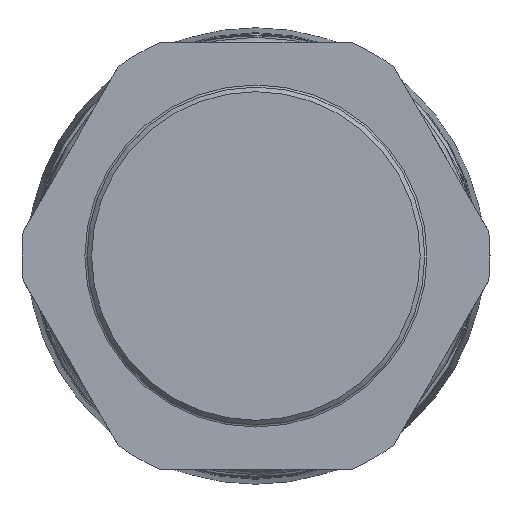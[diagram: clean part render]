
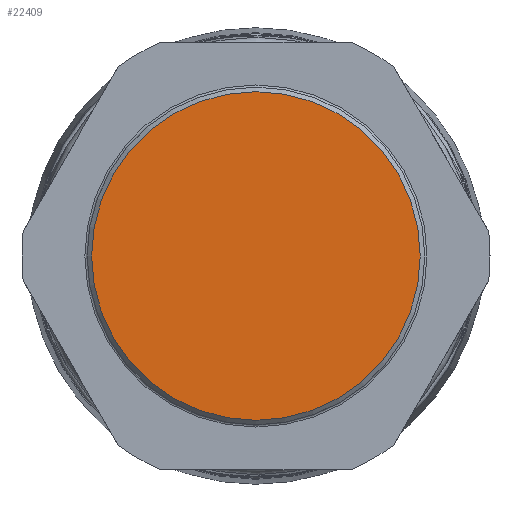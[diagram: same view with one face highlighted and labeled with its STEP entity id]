
A CAD part, left-side view. The second image highlights one B-rep face of the part: STEP entity #22409.
In plain terms, the highlighted planar face has unit normal (-1, 0, 0).
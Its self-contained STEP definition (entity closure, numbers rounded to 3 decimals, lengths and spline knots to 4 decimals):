
#4448=FACE_OUTER_BOUND('',#5762,.T.);
#5762=EDGE_LOOP('',(#15673,#15674));
#6806=CIRCLE('',#23748,1.437);
#6807=CIRCLE('',#23749,1.437);
#8512=VERTEX_POINT('',#38837);
#8513=VERTEX_POINT('',#38838);
#11048=EDGE_CURVE('',#8512,#8513,#6806,.T.);
#11049=EDGE_CURVE('',#8513,#8512,#6807,.T.);
#15673=ORIENTED_EDGE('',*,*,#11048,.F.);
#15674=ORIENTED_EDGE('',*,*,#11049,.F.);
#20355=PLANE('',#23747);
#22409=ADVANCED_FACE('',(#4448),#20355,.T.);
#23747=AXIS2_PLACEMENT_3D('',#38836,#26828,#26829);
#23748=AXIS2_PLACEMENT_3D('',#38839,#26830,#26831);
#23749=AXIS2_PLACEMENT_3D('',#38840,#26832,#26833);
#26828=DIRECTION('center_axis',(-1.,0.,0.));
#26829=DIRECTION('ref_axis',(0.,1.,0.));
#26830=DIRECTION('center_axis',(1.,0.,0.));
#26831=DIRECTION('ref_axis',(0.,-1.,0.));
#26832=DIRECTION('center_axis',(1.,0.,0.));
#26833=DIRECTION('ref_axis',(0.,-1.,0.));
#38836=CARTESIAN_POINT('Origin',(-2.2421,0.,
-1.437));
#38837=CARTESIAN_POINT('',(-2.2421,0.,-1.437));
#38838=CARTESIAN_POINT('',(-2.2421,0.,1.437));
#38839=CARTESIAN_POINT('Origin',(-2.2421,0.,
0.));
#38840=CARTESIAN_POINT('Origin',(-2.2421,0.,
0.));
